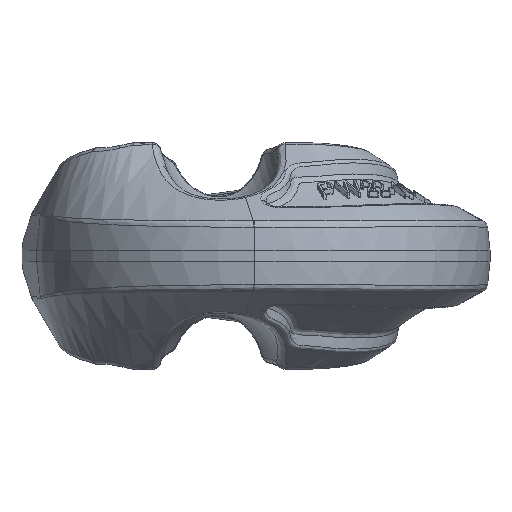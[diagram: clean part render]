
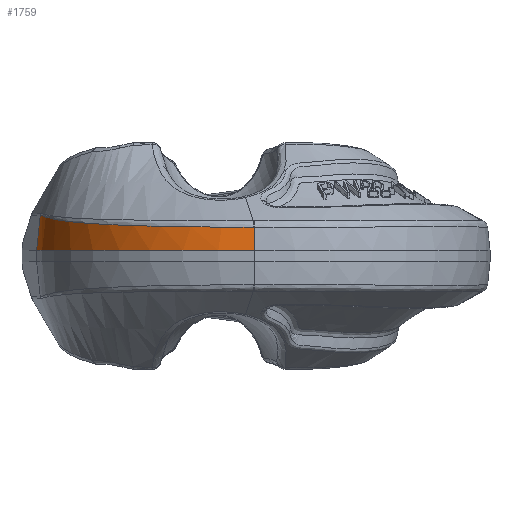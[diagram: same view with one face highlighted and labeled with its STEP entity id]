
A CAD part, front view. The second image highlights one B-rep face of the part: STEP entity #1759.
In plain terms, the highlighted conical face has half-angle 6 degrees and reference radius 77 mm.
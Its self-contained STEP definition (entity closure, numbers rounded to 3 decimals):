
#399=CONICAL_SURFACE('',#7432,77.,6.);
#494=CIRCLE('',#7431,77.);
#841=LINE('',#13174,#1049);
#842=LINE('',#13178,#1050);
#1049=VECTOR('',#7973,1.);
#1050=VECTOR('',#7976,1.);
#1320=FACE_OUTER_BOUND('',#2283,.T.);
#1759=ADVANCED_FACE('',(#1320),#399,.T.);
#2283=EDGE_LOOP('',(#3028,#3029,#3030,#3031,#3032));
#3028=ORIENTED_EDGE('',*,*,#5831,.T.);
#3029=ORIENTED_EDGE('',*,*,#5832,.T.);
#3030=ORIENTED_EDGE('',*,*,#5833,.T.);
#3031=ORIENTED_EDGE('',*,*,#5834,.T.);
#3032=ORIENTED_EDGE('',*,*,#5835,.F.);
#5124=VERTEX_POINT('',#13151);
#5125=VERTEX_POINT('',#13152);
#5126=VERTEX_POINT('',#13173);
#5127=VERTEX_POINT('',#13175);
#5128=VERTEX_POINT('',#13177);
#5831=EDGE_CURVE('',#5124,#5125,#6860,.T.);
#5832=EDGE_CURVE('',#5125,#5126,#6861,.T.);
#5833=EDGE_CURVE('',#5126,#5127,#841,.T.);
#5834=EDGE_CURVE('',#5127,#5128,#494,.T.);
#5835=EDGE_CURVE('',#5124,#5128,#842,.T.);
#6860=B_SPLINE_CURVE_WITH_KNOTS('',3,(#13147,#13148,#13149,#13150),
 .UNSPECIFIED.,.F.,.F.,(4,4),(0.,1.),.UNSPECIFIED.);
#6861=B_SPLINE_CURVE_WITH_KNOTS('',3,(#13153,#13154,#13155,#13156,#13157,
#13158,#13159,#13160,#13161,#13162,#13163,#13164,#13165,#13166,#13167,#13168,
#13169,#13170,#13171,#13172),.UNSPECIFIED.,.F.,.F.,(4,2,2,2,2,2,2,2,2,4),
(0.,0.125,0.25,0.375,0.5,0.625,0.75,0.875,0.938,1.),.UNSPECIFIED.);
#7431=AXIS2_PLACEMENT_3D('',#13176,#7974,#7975);
#7432=AXIS2_PLACEMENT_3D('',#13179,#7977,#7978);
#7973=DIRECTION('',(-0.104,-0.007,-0.995));
#7974=DIRECTION('',(0.,0.,1.));
#7975=DIRECTION('',(1.,0.,0.));
#7976=DIRECTION('',(0.,-0.105,-0.995));
#7977=DIRECTION('',(0.,0.,-1.));
#7978=DIRECTION('',(1.,0.,0.));
#13147=CARTESIAN_POINT('',(17.5,-213.147,10.119));
#13148=CARTESIAN_POINT('',(17.341,-213.147,10.12));
#13149=CARTESIAN_POINT('',(17.182,-213.146,10.12));
#13150=CARTESIAN_POINT('',(17.023,-213.145,10.121));
#13151=CARTESIAN_POINT('',(17.5,-213.147,10.119));
#13152=CARTESIAN_POINT('',(17.023,-213.145,10.121));
#13153=CARTESIAN_POINT('',(17.023,-213.145,10.121));
#13154=CARTESIAN_POINT('',(12.241,-213.113,10.139));
#13155=CARTESIAN_POINT('',(7.538,-212.634,10.166));
#13156=CARTESIAN_POINT('',(-1.715,-210.819,10.247));
#13157=CARTESIAN_POINT('',(-6.306,-209.466,10.301));
#13158=CARTESIAN_POINT('',(-15.132,-205.927,10.443));
#13159=CARTESIAN_POINT('',(-19.325,-203.768,10.529));
#13160=CARTESIAN_POINT('',(-27.28,-198.685,10.76));
#13161=CARTESIAN_POINT('',(-31.075,-195.724,10.915));
#13162=CARTESIAN_POINT('',(-37.952,-189.223,11.28));
#13163=CARTESIAN_POINT('',(-41.057,-185.681,11.485));
#13164=CARTESIAN_POINT('',(-46.601,-178.016,11.955));
#13165=CARTESIAN_POINT('',(-49.038,-173.871,12.227));
#13166=CARTESIAN_POINT('',(-53.026,-165.335,12.859));
#13167=CARTESIAN_POINT('',(-54.609,-160.906,13.228));
#13168=CARTESIAN_POINT('',(-56.366,-154.012,13.77));
#13169=CARTESIAN_POINT('',(-56.848,-151.67,13.95));
#13170=CARTESIAN_POINT('',(-57.593,-146.969,14.23));
#13171=CARTESIAN_POINT('',(-57.868,-144.6,14.254));
#13172=CARTESIAN_POINT('',(-58.028,-142.215,14.292));
#13173=CARTESIAN_POINT('',(-58.028,-142.215,14.292));
#13174=CARTESIAN_POINT('',(-59.317,-142.304,2.));
#13175=CARTESIAN_POINT('',(-59.317,-142.304,2.));
#13176=CARTESIAN_POINT('',(17.5,-137.,2.));
#13177=CARTESIAN_POINT('',(17.5,-214.,2.));
#13178=CARTESIAN_POINT('',(17.5,-214.,2.));
#13179=CARTESIAN_POINT('',(17.5,-137.,2.));
